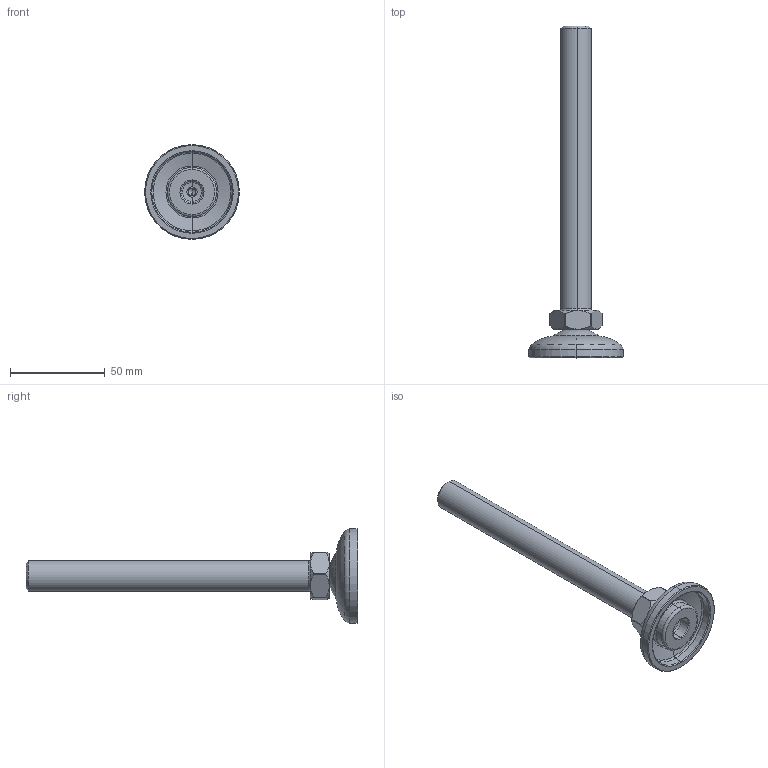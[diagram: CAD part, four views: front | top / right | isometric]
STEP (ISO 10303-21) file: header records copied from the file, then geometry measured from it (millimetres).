
FILE_DESCRIPTION (( 'STEP AP214' ), '1' );
FILE_NAME ('9E050K16150M.STEP', '2014-09-22T11:23:26', ( '' ), ( '' ), 'SwSTEP 2.0', 'SolidWorks 2014', '' );
FILE_SCHEMA (( 'AUTOMOTIVE_DESIGN' ));
Length unit declared in the file: millimetre
Products named in the file (3): 098em16_098 em 16 150; 098e050k_098 e 050 k; 9E050K16150M
Assembly tree (2 placements, depth 2):
  9E050K16150M
    098e050k_098 e 050 k
    098em16_098 em 16 150
Bounding box: 49.97 x 175.09 x 49.97 mm (x, y, z)
Volume: 47927.2 mm3; surface area: 15885.9 mm2
Topology: 2 solids, 2 shells, 69 faces, 158 edges, 93 vertices
Faces by surface type: torus 20, cone 18, cylinder 16, plane 11, sphere 4
Entity records: 2204 total; most frequent: CARTESIAN_POINT 499, DIRECTION 388, ORIENTED_EDGE 312, AXIS2_PLACEMENT_3D 174, EDGE_CURVE 156, CIRCLE 100, VERTEX_POINT 93, EDGE_LOOP 73
